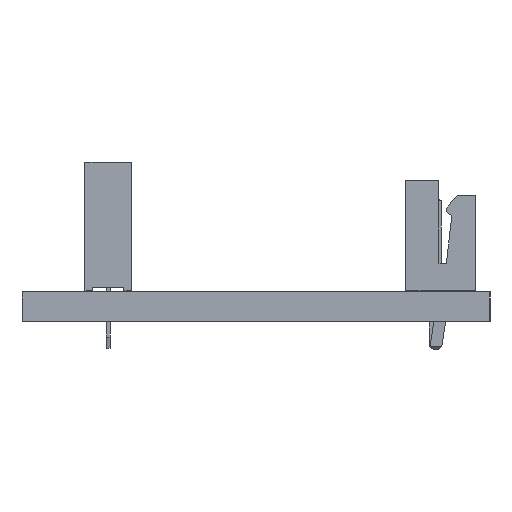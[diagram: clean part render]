
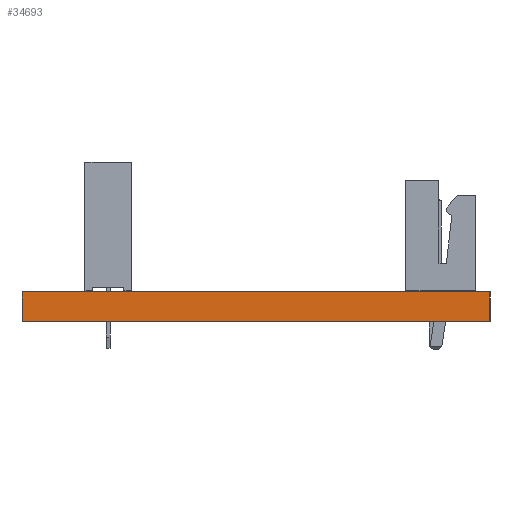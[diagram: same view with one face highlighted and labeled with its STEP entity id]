
A CAD part, left-side view. The second image highlights one B-rep face of the part: STEP entity #34693.
In plain terms, the highlighted planar face has unit normal (-1, 0, 0).
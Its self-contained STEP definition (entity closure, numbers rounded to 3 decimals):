
#32829 = PLANE('',#32830);
#32830 = AXIS2_PLACEMENT_3D('',#32831,#32832,#32833);
#32831 = CARTESIAN_POINT('',(63.148,-52.648,1.6));
#32832 = DIRECTION('',(0.,0.,1.));
#32833 = DIRECTION('',(1.,0.,0.));
#32883 = PLANE('',#32884);
#32884 = AXIS2_PLACEMENT_3D('',#32885,#32886,#32887);
#32885 = CARTESIAN_POINT('',(63.148,-52.648,0.));
#32886 = DIRECTION('',(0.,0.,1.));
#32887 = DIRECTION('',(1.,0.,0.));
#33161 = VERTEX_POINT('',#33162);
#33162 = CARTESIAN_POINT('',(30.224,-42.915,0.));
#33176 = PLANE('',#33177);
#33177 = AXIS2_PLACEMENT_3D('',#33178,#33179,#33180);
#33178 = CARTESIAN_POINT('',(90.021,-42.915,0.));
#33179 = DIRECTION('',(0.,-1.,0.));
#33180 = DIRECTION('',(-1.,0.,0.));
#33188 = EDGE_CURVE('',#33161,#33189,#33191,.T.);
#33189 = VERTEX_POINT('',#33190);
#33190 = CARTESIAN_POINT('',(30.224,-68.326,0.));
#33191 = SURFACE_CURVE('',#33192,(#33196,#33203),.PCURVE_S1.);
#33192 = LINE('',#33193,#33194);
#33193 = CARTESIAN_POINT('',(30.224,-42.915,0.));
#33194 = VECTOR('',#33195,1.);
#33195 = DIRECTION('',(0.,-1.,0.));
#33196 = PCURVE('',#32883,#33197);
#33197 = DEFINITIONAL_REPRESENTATION('',(#33198),#33202);
#33198 = LINE('',#33199,#33200);
#33199 = CARTESIAN_POINT('',(-32.925,9.733));
#33200 = VECTOR('',#33201,1.);
#33201 = DIRECTION('',(0.,-1.));
#33202 = ( GEOMETRIC_REPRESENTATION_CONTEXT(2) 
PARAMETRIC_REPRESENTATION_CONTEXT() REPRESENTATION_CONTEXT('2D SPACE',''
  ) );
#33203 = PCURVE('',#33204,#33209);
#33204 = PLANE('',#33205);
#33205 = AXIS2_PLACEMENT_3D('',#33206,#33207,#33208);
#33206 = CARTESIAN_POINT('',(30.224,-42.915,0.));
#33207 = DIRECTION('',(1.,0.,0.));
#33208 = DIRECTION('',(0.,-1.,0.));
#33209 = DEFINITIONAL_REPRESENTATION('',(#33210),#33214);
#33210 = LINE('',#33211,#33212);
#33211 = CARTESIAN_POINT('',(0.,0.));
#33212 = VECTOR('',#33213,1.);
#33213 = DIRECTION('',(1.,0.));
#33214 = ( GEOMETRIC_REPRESENTATION_CONTEXT(2) 
PARAMETRIC_REPRESENTATION_CONTEXT() REPRESENTATION_CONTEXT('2D SPACE',''
  ) );
#33232 = PLANE('',#33233);
#33233 = AXIS2_PLACEMENT_3D('',#33234,#33235,#33236);
#33234 = CARTESIAN_POINT('',(30.224,-68.326,0.));
#33235 = DIRECTION('',(0.,1.,0.));
#33236 = DIRECTION('',(1.,0.,0.));
#33951 = VERTEX_POINT('',#33952);
#33952 = CARTESIAN_POINT('',(30.224,-42.915,1.6));
#33973 = EDGE_CURVE('',#33951,#33974,#33976,.T.);
#33974 = VERTEX_POINT('',#33975);
#33975 = CARTESIAN_POINT('',(30.224,-68.326,1.6));
#33976 = SURFACE_CURVE('',#33977,(#33981,#33988),.PCURVE_S1.);
#33977 = LINE('',#33978,#33979);
#33978 = CARTESIAN_POINT('',(30.224,-42.915,1.6));
#33979 = VECTOR('',#33980,1.);
#33980 = DIRECTION('',(0.,-1.,0.));
#33981 = PCURVE('',#32829,#33982);
#33982 = DEFINITIONAL_REPRESENTATION('',(#33983),#33987);
#33983 = LINE('',#33984,#33985);
#33984 = CARTESIAN_POINT('',(-32.925,9.733));
#33985 = VECTOR('',#33986,1.);
#33986 = DIRECTION('',(0.,-1.));
#33987 = ( GEOMETRIC_REPRESENTATION_CONTEXT(2) 
PARAMETRIC_REPRESENTATION_CONTEXT() REPRESENTATION_CONTEXT('2D SPACE',''
  ) );
#33988 = PCURVE('',#33204,#33989);
#33989 = DEFINITIONAL_REPRESENTATION('',(#33990),#33994);
#33990 = LINE('',#33991,#33992);
#33991 = CARTESIAN_POINT('',(0.,-1.6));
#33992 = VECTOR('',#33993,1.);
#33993 = DIRECTION('',(1.,0.));
#33994 = ( GEOMETRIC_REPRESENTATION_CONTEXT(2) 
PARAMETRIC_REPRESENTATION_CONTEXT() REPRESENTATION_CONTEXT('2D SPACE',''
  ) );
#34643 = EDGE_CURVE('',#33189,#33974,#34644,.T.);
#34644 = SURFACE_CURVE('',#34645,(#34649,#34656),.PCURVE_S1.);
#34645 = LINE('',#34646,#34647);
#34646 = CARTESIAN_POINT('',(30.224,-68.326,0.));
#34647 = VECTOR('',#34648,1.);
#34648 = DIRECTION('',(0.,0.,1.));
#34649 = PCURVE('',#33232,#34650);
#34650 = DEFINITIONAL_REPRESENTATION('',(#34651),#34655);
#34651 = LINE('',#34652,#34653);
#34652 = CARTESIAN_POINT('',(0.,0.));
#34653 = VECTOR('',#34654,1.);
#34654 = DIRECTION('',(0.,-1.));
#34655 = ( GEOMETRIC_REPRESENTATION_CONTEXT(2) 
PARAMETRIC_REPRESENTATION_CONTEXT() REPRESENTATION_CONTEXT('2D SPACE',''
  ) );
#34656 = PCURVE('',#33204,#34657);
#34657 = DEFINITIONAL_REPRESENTATION('',(#34658),#34662);
#34658 = LINE('',#34659,#34660);
#34659 = CARTESIAN_POINT('',(25.411,0.));
#34660 = VECTOR('',#34661,1.);
#34661 = DIRECTION('',(0.,-1.));
#34662 = ( GEOMETRIC_REPRESENTATION_CONTEXT(2) 
PARAMETRIC_REPRESENTATION_CONTEXT() REPRESENTATION_CONTEXT('2D SPACE',''
  ) );
#34693 = ADVANCED_FACE('',(#34694),#33204,.F.);
#34694 = FACE_BOUND('',#34695,.F.);
#34695 = EDGE_LOOP('',(#34696,#34717,#34718,#34719));
#34696 = ORIENTED_EDGE('',*,*,#34697,.T.);
#34697 = EDGE_CURVE('',#33161,#33951,#34698,.T.);
#34698 = SURFACE_CURVE('',#34699,(#34703,#34710),.PCURVE_S1.);
#34699 = LINE('',#34700,#34701);
#34700 = CARTESIAN_POINT('',(30.224,-42.915,0.));
#34701 = VECTOR('',#34702,1.);
#34702 = DIRECTION('',(0.,0.,1.));
#34703 = PCURVE('',#33204,#34704);
#34704 = DEFINITIONAL_REPRESENTATION('',(#34705),#34709);
#34705 = LINE('',#34706,#34707);
#34706 = CARTESIAN_POINT('',(0.,0.));
#34707 = VECTOR('',#34708,1.);
#34708 = DIRECTION('',(0.,-1.));
#34709 = ( GEOMETRIC_REPRESENTATION_CONTEXT(2) 
PARAMETRIC_REPRESENTATION_CONTEXT() REPRESENTATION_CONTEXT('2D SPACE',''
  ) );
#34710 = PCURVE('',#33176,#34711);
#34711 = DEFINITIONAL_REPRESENTATION('',(#34712),#34716);
#34712 = LINE('',#34713,#34714);
#34713 = CARTESIAN_POINT('',(59.798,0.));
#34714 = VECTOR('',#34715,1.);
#34715 = DIRECTION('',(0.,-1.));
#34716 = ( GEOMETRIC_REPRESENTATION_CONTEXT(2) 
PARAMETRIC_REPRESENTATION_CONTEXT() REPRESENTATION_CONTEXT('2D SPACE',''
  ) );
#34717 = ORIENTED_EDGE('',*,*,#33973,.T.);
#34718 = ORIENTED_EDGE('',*,*,#34643,.F.);
#34719 = ORIENTED_EDGE('',*,*,#33188,.F.);
